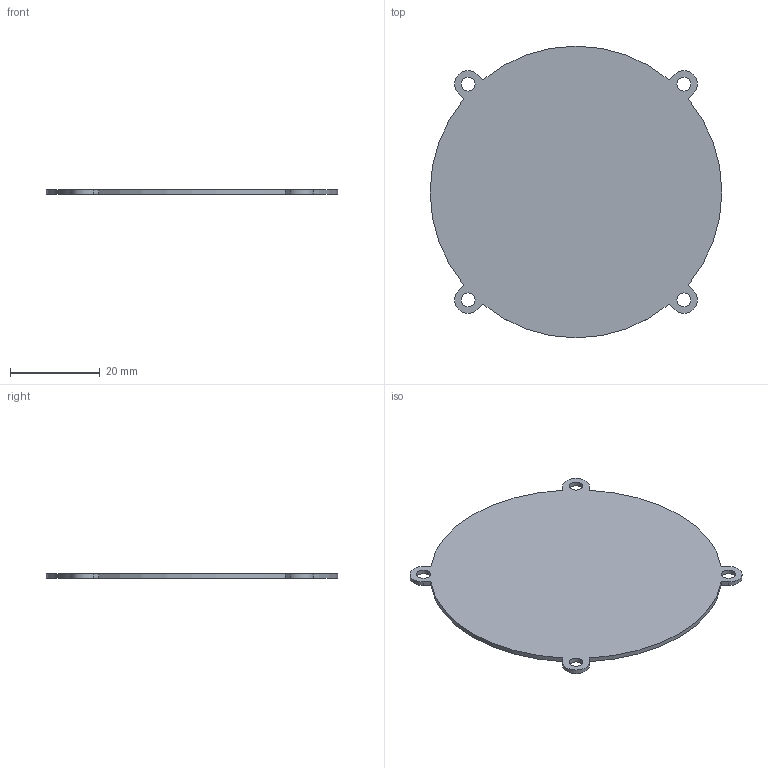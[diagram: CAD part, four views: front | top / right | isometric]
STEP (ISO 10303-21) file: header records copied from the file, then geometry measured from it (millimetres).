
FILE_DESCRIPTION(/* description */ ('KiCad electronic assembly'),/* implementation_level */ '2;1');
FILE_NAME(/* name */ 'STP_PRH0004_Front_Difuser.step',/* time_stamp */ '2025-10-25T16:53:36+01:00',/* author */ (''),/* organization */ (''),/* preprocessor_version */ 'ST-DEVELOPER v20.1',/* originating_system */ 'Autodesk Translation Framework v14.17.0.0',/* authorisation */ '');
FILE_SCHEMA (('AUTOMOTIVE_DESIGN { 1 0 10303 214 3 1 1 }'));
Length unit declared in the file: millimetre
Products named in the file (7): STP_PRH0004 1; R_0402_1005Metric; LED_RGB_Wuerth-PLCC4_3.2x2.8mm_150141M173100; SM10B-SRSS-TB_LF__SN_; LED_Matrix_BigRound_silkscreen; LED_Matrix_BigRound_PCB; Component6
Assembly tree (294 placements, depth 2):
  STP_PRH0004 1
    LED_RGB_Wuerth-PLCC4_3.2x2.8mm_150141M173100  x289
    R_0402_1005Metric
    SM10B-SRSS-TB_LF__SN_
    LED_Matrix_BigRound_silkscreen
    LED_Matrix_BigRound_PCB
    Component6
Bounding box: 65 x 65 x 1 mm (x, y, z)
Volume: 3381.8 mm3; surface area: 7033.5 mm2
Topology: 1 solids, 1 shells, 22 faces, 60 edges, 40 vertices
Faces by surface type: cylinder 12, plane 10
Full cylindrical faces by diameter (mm): 3.1 x4
Entity records: 3236 total; most frequent: DIRECTION 730, CARTESIAN_POINT 423, AXIS2_PLACEMENT_3D 347, PRODUCT_DEFINITION_SHAPE 301, ITEM_DEFINED_TRANSFORMATION 294, CONTEXT_DEPENDENT_SHAPE_REPRESENTATION 294, NEXT_ASSEMBLY_USAGE_OCCURRENCE 294, ORIENTED_EDGE 120
